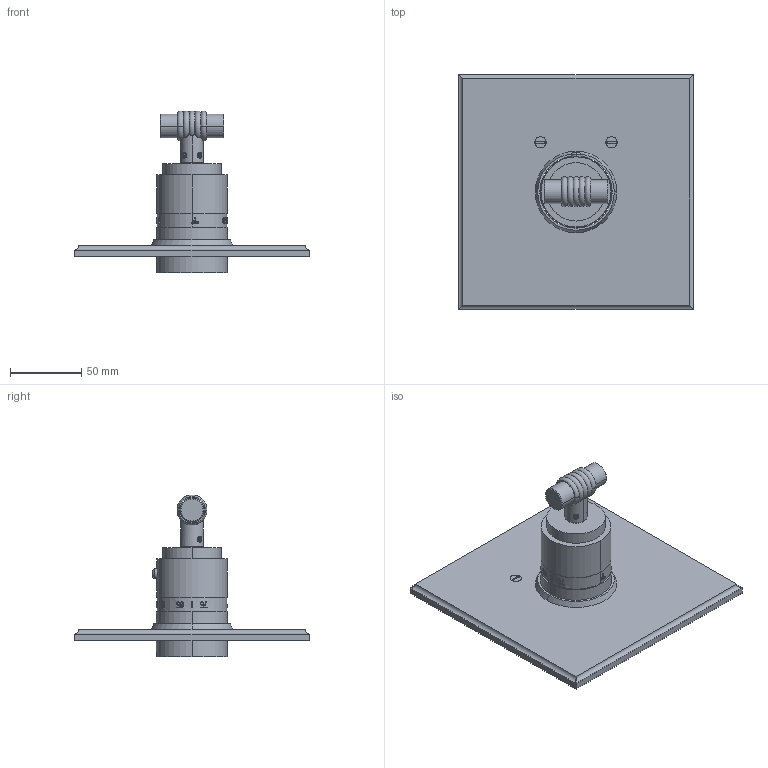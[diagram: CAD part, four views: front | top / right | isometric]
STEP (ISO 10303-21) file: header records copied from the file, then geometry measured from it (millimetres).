
FILE_DESCRIPTION((''),'2;1');
FILE_NAME('3-904TS_ASM','2016-03-24T',('rsmith'),(''),'PRO/ENGINEER BY PARAMETRIC TECHNOLOGY CORPORATION, 2013150','PRO/ENGINEER BY PARAMETRIC TECHNOLOGY CORPORATION, 2013150','');
FILE_SCHEMA(('CONFIG_CONTROL_DESIGN'));
Length unit declared in the file: inch
Products named in the file (24): 11029_AF0; 11035; 11032; 91307; 92137; 91306; 11033; 2-339_ASM; 91308; 92113; 10098; 10561; 10096; 91019; 92000; 92012; 2-269_ASM; 11034_AF0; 91311; H-78; 92075_AF0; 92075_AF1; 2-338_AF0_ASM; 3-904TS_ASM
Assembly tree (25 placements, depth 3):
  3-904TS_ASM
    11029_AF0
    2-339_ASM
      11035
      11032
      91307
      92137
      91306
      11033
    91308
    92113
    2-269_ASM
      10098
      10561
      10096
      91019  x2
      92000  x2
      92012
    2-338_AF0_ASM
      11034_AF0
      91311
      H-78
      92075_AF0
      92075_AF1
Bounding box: 165.1 x 165.1 x 113.91 mm (x, y, z)
Volume: 98777.6 mm3; surface area: 152448.3 mm2
Topology: 22 solids, 36 shells, 1602 faces, 4263 edges, 2740 vertices
Faces by surface type: plane 784, cylinder 477, bspline 148, cone 139, torus 42, sphere 6, revolution 4, extrusion 2
Entity records: 83340 total; most frequent: CARTESIAN_POINT 46919, ORIENTED_EDGE 8274, DIRECTION 6190, EDGE_CURVE 4180, VERTEX_POINT 2693, AXIS2_PLACEMENT_3D 2280, B_SPLINE_CURVE_WITH_KNOTS 1794, EDGE_LOOP 1659
